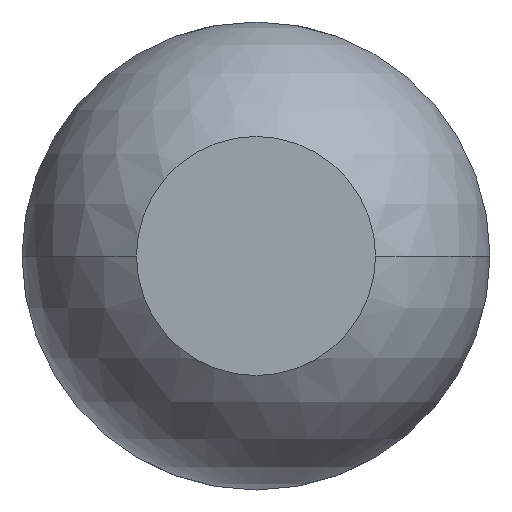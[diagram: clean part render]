
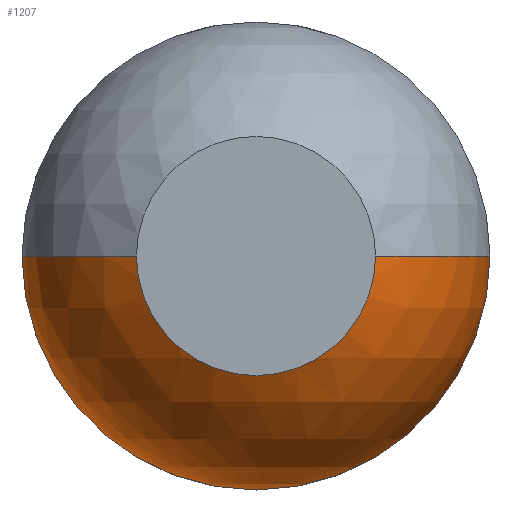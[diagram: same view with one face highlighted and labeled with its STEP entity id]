
A CAD part, front view. The second image highlights one B-rep face of the part: STEP entity #1207.
In plain terms, the highlighted spherical face has radius 0.685 mm.
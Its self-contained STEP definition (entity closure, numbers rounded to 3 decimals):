
#100 = VERTEX_POINT ( 'NONE', #1690 ) ;
#222 = AXIS2_PLACEMENT_3D ( 'NONE', #3446, #3699, #2170 ) ;
#396 = FACE_OUTER_BOUND ( 'NONE', #2150, .T. ) ;
#398 = AXIS2_PLACEMENT_3D ( 'NONE', #482, #1094, #3603 ) ;
#480 = CARTESIAN_POINT ( 'NONE',  ( 0., -26.411, 0. ) ) ;
#482 = CARTESIAN_POINT ( 'NONE',  ( 0., -26.411, 0. ) ) ;
#496 = ORIENTED_EDGE ( 'NONE', *, *, #533, .F. ) ;
#533 = EDGE_CURVE ( 'Defeature ausgef�hrt1_15+Defeature ausgef�hrt1_4+Defeature ausgef�hrt1_4+Defeature ausgef�hrt1_4', #100, #1982, #3245, .T. ) ;
#680 = EDGE_CURVE ( 'Defeature ausgef�hrt1_5+Defeature ausgef�hrt1_4+Defeature ausgef�hrt1_4+Defeature ausgef�hrt1_4', #865, #1082, #2115, .T. ) ;
#689 = DIRECTION ( 'NONE',  ( 0., -1., 0. ) ) ;
#730 = CIRCLE ( 'NONE', #398, 0.685 ) ;
#734 = AXIS2_PLACEMENT_3D ( 'NONE', #1941, #689, #2566 ) ;
#812 = CARTESIAN_POINT ( 'NONE',  ( -0.35, -27., 0. ) ) ;
#850 = CARTESIAN_POINT ( 'NONE',  ( 0.35, -27., 0. ) ) ;
#865 = VERTEX_POINT ( 'NONE', #901 ) ;
#901 = CARTESIAN_POINT ( 'NONE',  ( 0., -26.411, -0.685 ) ) ;
#938 = EDGE_CURVE ( 'NONE', #3797, #1082, #1134, .T. ) ;
#1082 = VERTEX_POINT ( 'NONE', #2827 ) ;
#1094 = DIRECTION ( 'NONE',  ( 0., 0., 1. ) ) ;
#1134 = CIRCLE ( 'NONE', #2407, 0.685 ) ;
#1207 = ADVANCED_FACE ( 'Defeature ausgef�hrt1_4', ( #396 ), #4011, .T. ) ;
#1238 = CARTESIAN_POINT ( 'NONE',  ( 0., -27., 0. ) ) ;
#1647 = EDGE_CURVE ( 'Defeature ausgef�hrt1_15+Defeature ausgef�hrt1_4+Defeature ausgef�hrt1_4+Defeature ausgef�hrt1_4', #3797, #100, #3907, .T. ) ;
#1690 = CARTESIAN_POINT ( 'NONE',  ( 0., -27., -0.35 ) ) ;
#1720 = DIRECTION ( 'NONE',  ( 0., 0., 1. ) ) ;
#1744 = ORIENTED_EDGE ( 'NONE', *, *, #1647, .F. ) ;
#1746 = CARTESIAN_POINT ( 'NONE',  ( 0.685, -26.411, 0. ) ) ;
#1751 = DIRECTION ( 'NONE',  ( 0., 0., 1. ) ) ;
#1895 = DIRECTION ( 'NONE',  ( 0., 0., -1. ) ) ;
#1904 = EDGE_CURVE ( 'Defeature ausgef�hrt1_5+Defeature ausgef�hrt1_4+Defeature ausgef�hrt1_4+Defeature ausgef�hrt1_4', #3308, #865, #3661, .T. ) ;
#1941 = CARTESIAN_POINT ( 'NONE',  ( 0., -27., 0. ) ) ;
#1982 = VERTEX_POINT ( 'NONE', #850 ) ;
#2115 = CIRCLE ( 'NONE', #2632, 0.685 ) ;
#2150 = EDGE_LOOP ( 'NONE', ( #1744, #2693, #2561, #2965, #2187, #496 ) ) ;
#2170 = DIRECTION ( 'NONE',  ( 1., 0., 0. ) ) ;
#2187 = ORIENTED_EDGE ( 'NONE', *, *, #3817, .F. ) ;
#2407 = AXIS2_PLACEMENT_3D ( 'NONE', #2575, #2594, #3203 ) ;
#2561 = ORIENTED_EDGE ( 'NONE', *, *, #680, .F. ) ;
#2566 = DIRECTION ( 'NONE',  ( 0., 0., -1. ) ) ;
#2575 = CARTESIAN_POINT ( 'NONE',  ( 0., -26.411, 0. ) ) ;
#2594 = DIRECTION ( 'NONE',  ( 0., 0., -1. ) ) ;
#2632 = AXIS2_PLACEMENT_3D ( 'NONE', #2971, #3553, #1720 ) ;
#2693 = ORIENTED_EDGE ( 'NONE', *, *, #938, .T. ) ;
#2827 = CARTESIAN_POINT ( 'NONE',  ( -0.685, -26.411, 0. ) ) ;
#2965 = ORIENTED_EDGE ( 'NONE', *, *, #1904, .F. ) ;
#2971 = CARTESIAN_POINT ( 'NONE',  ( 0., -26.411, 0. ) ) ;
#3033 = DIRECTION ( 'NONE',  ( 0., 1., 0. ) ) ;
#3158 = AXIS2_PLACEMENT_3D ( 'NONE', #480, #3033, #1751 ) ;
#3203 = DIRECTION ( 'NONE',  ( -1., 0., 0. ) ) ;
#3229 = AXIS2_PLACEMENT_3D ( 'NONE', #1238, #3406, #1895 ) ;
#3245 = CIRCLE ( 'NONE', #734, 0.35 ) ;
#3308 = VERTEX_POINT ( 'NONE', #1746 ) ;
#3406 = DIRECTION ( 'NONE',  ( 0., -1., 0. ) ) ;
#3446 = CARTESIAN_POINT ( 'NONE',  ( 0., -26.411, 0. ) ) ;
#3553 = DIRECTION ( 'NONE',  ( 0., 1., 0. ) ) ;
#3603 = DIRECTION ( 'NONE',  ( 1., 0., 0. ) ) ;
#3661 = CIRCLE ( 'NONE', #3158, 0.685 ) ;
#3699 = DIRECTION ( 'NONE',  ( 0., 0., -1. ) ) ;
#3797 = VERTEX_POINT ( 'NONE', #812 ) ;
#3817 = EDGE_CURVE ( 'NONE', #1982, #3308, #730, .T. ) ;
#3907 = CIRCLE ( 'NONE', #3229, 0.35 ) ;
#4011 = SPHERICAL_SURFACE ( 'NONE', #222, 0.685 ) ;
